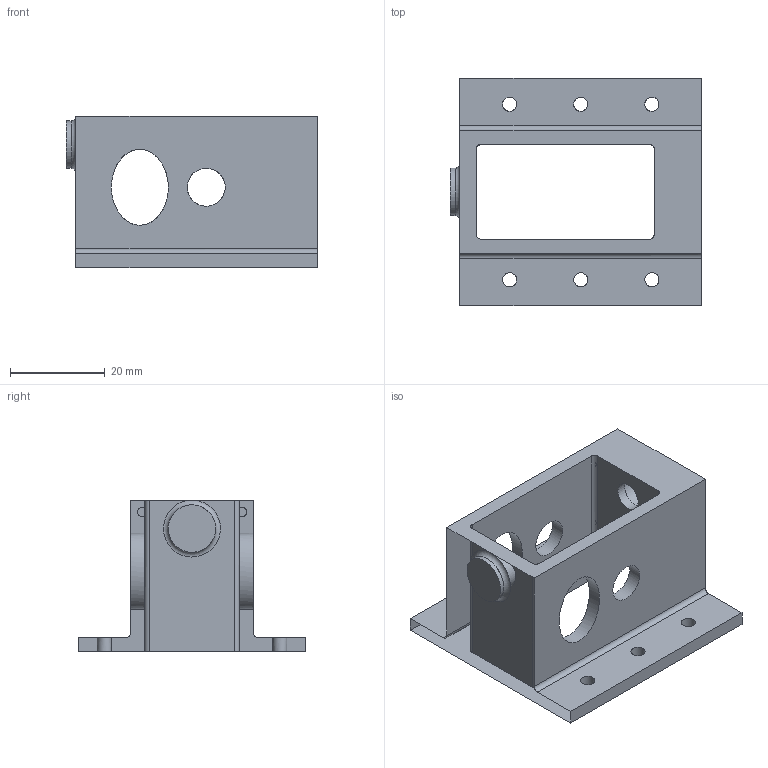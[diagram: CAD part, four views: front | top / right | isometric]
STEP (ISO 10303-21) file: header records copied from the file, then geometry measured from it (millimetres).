
FILE_DESCRIPTION(('Open CASCADE Model'),'2;1');
FILE_NAME('Open CASCADE Shape Model','2020-04-21T09:38:41',('Author'),( 'Open CASCADE'),'Open CASCADE STEP processor 6.5','Open CASCADE 6.5' ,'Unknown');
FILE_SCHEMA(('AUTOMOTIVE_DESIGN_CC2 { 1 2 10303 214 -1 1 5 4 }'));
Length unit declared in the file: millimetre
Products named in the file (47): Open CASCADE STEP translator 6.5 1; Open CASCADE STEP translator 6.5 1.1; Open CASCADE STEP translator 6.5 1.2; Open CASCADE STEP translator 6.5 1.3; Open CASCADE STEP translator 6.5 1.4; Open CASCADE STEP translator 6.5 1.5; Open CASCADE STEP translator 6.5 1.6; Open CASCADE STEP translator 6.5 1.7; Open CASCADE STEP translator 6.5 1.8; Open CASCADE STEP translator 6.5 1.9; Open CASCADE STEP translator 6.5 1.10; Open CASCADE STEP translator 6.5 1.11; Open CASCADE STEP translator 6.5 1.12; Open CASCADE STEP translator 6.5 1.13; Open CASCADE STEP translator 6.5 1.14; Open CASCADE STEP translator 6.5 1.15; Open CASCADE STEP translator 6.5 1.16; Open CASCADE STEP translator 6.5 1.17; Open CASCADE STEP translator 6.5 1.18; Open CASCADE STEP translator 6.5 1.19; Open CASCADE STEP translator 6.5 1.20; Open CASCADE STEP translator 6.5 1.21; Open CASCADE STEP translator 6.5 1.22; Open CASCADE STEP translator 6.5 1.23; Open CASCADE STEP translator 6.5 1.24; Open CASCADE STEP translator 6.5 1.25; Open CASCADE STEP translator 6.5 1.26; Open CASCADE STEP translator 6.5 1.27; Open CASCADE STEP translator 6.5 1.28; Open CASCADE STEP translator 6.5 1.29; Open CASCADE STEP translator 6.5 1.30; Open CASCADE STEP translator 6.5 1.31; Open CASCADE STEP translator 6.5 1.32; Open CASCADE STEP translator 6.5 1.33; Open CASCADE STEP translator 6.5 1.34; Open CASCADE STEP translator 6.5 1.35; Open CASCADE STEP translator 6.5 1.36; Open CASCADE STEP translator 6.5 1.37; Open CASCADE STEP translator 6.5 1.38; Open CASCADE STEP translator 6.5 1.39 ...
Assembly tree (46 placements, depth 2):
  Open CASCADE STEP translator 6.5 1
    Open CASCADE STEP translator 6.5 1.1
    Open CASCADE STEP translator 6.5 1.2
    Open CASCADE STEP translator 6.5 1.3
    Open CASCADE STEP translator 6.5 1.4
    Open CASCADE STEP translator 6.5 1.5
    Open CASCADE STEP translator 6.5 1.6
    Open CASCADE STEP translator 6.5 1.7
    Open CASCADE STEP translator 6.5 1.8
    Open CASCADE STEP translator 6.5 1.9
    Open CASCADE STEP translator 6.5 1.10
    Open CASCADE STEP translator 6.5 1.11
    Open CASCADE STEP translator 6.5 1.12
    Open CASCADE STEP translator 6.5 1.13
    Open CASCADE STEP translator 6.5 1.14
    Open CASCADE STEP translator 6.5 1.15
    Open CASCADE STEP translator 6.5 1.16
    Open CASCADE STEP translator 6.5 1.17
    Open CASCADE STEP translator 6.5 1.18
    Open CASCADE STEP translator 6.5 1.19
    Open CASCADE STEP translator 6.5 1.20
    Open CASCADE STEP translator 6.5 1.21
    Open CASCADE STEP translator 6.5 1.22
    Open CASCADE STEP translator 6.5 1.23
    Open CASCADE STEP translator 6.5 1.24
    Open CASCADE STEP translator 6.5 1.25
    Open CASCADE STEP translator 6.5 1.26
    Open CASCADE STEP translator 6.5 1.27
    Open CASCADE STEP translator 6.5 1.28
    Open CASCADE STEP translator 6.5 1.29
    Open CASCADE STEP translator 6.5 1.30
    Open CASCADE STEP translator 6.5 1.31
    Open CASCADE STEP translator 6.5 1.32
    Open CASCADE STEP translator 6.5 1.33
    Open CASCADE STEP translator 6.5 1.34
    Open CASCADE STEP translator 6.5 1.35
    Open CASCADE STEP translator 6.5 1.36
    Open CASCADE STEP translator 6.5 1.37
    Open CASCADE STEP translator 6.5 1.38
    Open CASCADE STEP translator 6.5 1.39
    Open CASCADE STEP translator 6.5 1.40
    Open CASCADE STEP translator 6.5 1.41
    Open CASCADE STEP translator 6.5 1.42
    Open CASCADE STEP translator 6.5 1.43
    Open CASCADE STEP translator 6.5 1.44
    Open CASCADE STEP translator 6.5 1.45
    Open CASCADE STEP translator 6.5 1.46
Bounding box: 53 x 48 x 32 mm (x, y, z)
Surface area: 11292.7 mm2 (no closed solid volume)
Topology: 0 solids, 46 shells, 46 faces, 204 edges, 185 vertices
Faces by surface type: cylinder 22, plane 21, extrusion 2, torus 1
Full cylindrical faces by diameter (mm): 2 x4, 3 x6, 6 x1, 8 x4, 10 x1
Entity records: 4689 total; most frequent: CARTESIAN_POINT 1434, DIRECTION 394, B_SPLINE_CURVE_WITH_KNOTS 248, ORIENTED_EDGE 223, PCURVE 223, DEFINITIONAL_REPRESENTATION 223, EDGE_CURVE 204, VERTEX_POINT 185
